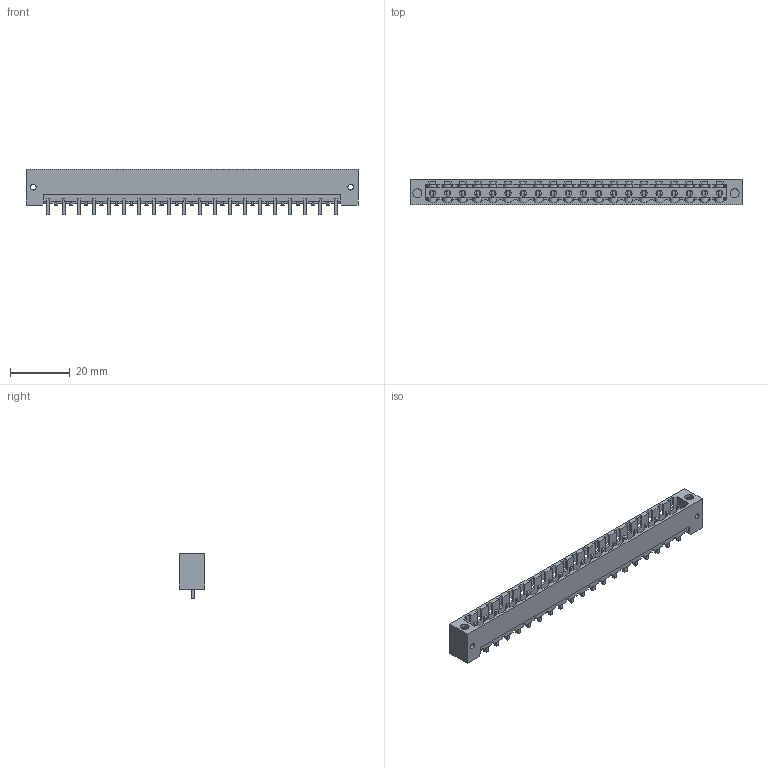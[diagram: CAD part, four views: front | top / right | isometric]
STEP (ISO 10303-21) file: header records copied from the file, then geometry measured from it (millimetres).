
FILE_DESCRIPTION(('CATIA V5 STEP Exchange','CAx-IF Rec.Pracs.--- Model Styling and Organization---1.2---2011-12-15'),'2;1');
FILE_NAME ('D1456763_0_1820810000_1820810000.stp','2018-03-31T12:14:28+00:00',('none'),('Weidmueller'),'CATIA Version 5-6 Release 2014','CATIA V5 STEP AP214','none');
FILE_SCHEMA(('AUTOMOTIVE_DESIGN { 1 0 10303 214 1 1 1 1 }'));
Length unit declared in the file: millimetre
Products named in the file (1): 1820810000
Bounding box: 111.6 x 8.43 x 15.2 mm (x, y, z)
Volume: 4035.8 mm3; surface area: 9706.1 mm2
Topology: 21 solids, 21 shells, 1221 faces, 3869 edges, 2657 vertices
Faces by surface type: plane 996, cylinder 205, extrusion 20
Entity records: 44808 total; most frequent: CARTESIAN_POINT 9794, ORIENTED_EDGE 7738, DIRECTION 5931, EDGE_CURVE 3869, VECTOR 3128, LINE 3108, VERTEX_POINT 2657, AXIS2_PLACEMENT_3D 1602
